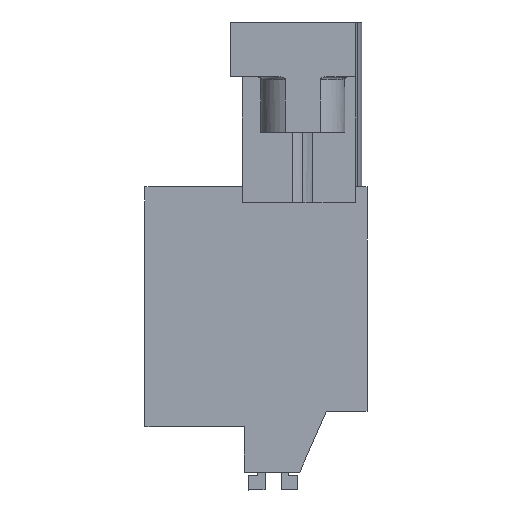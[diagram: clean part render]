
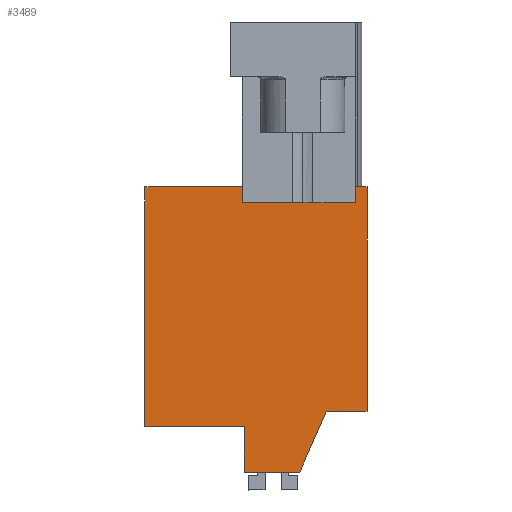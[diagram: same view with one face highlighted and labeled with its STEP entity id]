
A CAD part, left-side view. The second image highlights one B-rep face of the part: STEP entity #3489.
In plain terms, the highlighted planar face has unit normal (-1, 0, 0).
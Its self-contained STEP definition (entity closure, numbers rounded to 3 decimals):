
#3414=AXIS2_PLACEMENT_3D('Plane Axis2P3D',#3411,#3412,#3413) ;
#431=CARTESIAN_POINT('Vertex',(5.,0.,5.043)) ;
#434=CARTESIAN_POINT('Line Origine',(5.,1.3,5.043)) ;
#438=CARTESIAN_POINT('Vertex',(5.,2.6,5.043)) ;
#1291=CARTESIAN_POINT('Vertex',(5.,7.85,4.043)) ;
#1590=CARTESIAN_POINT('Vertex',(5.,7.85,1.143)) ;
#1593=CARTESIAN_POINT('Line Origine',(5.,7.85,2.593)) ;
#2682=CARTESIAN_POINT('Vertex',(5.,0.,19.383)) ;
#2685=CARTESIAN_POINT('Line Origine',(5.,0.,12.213)) ;
#3411=CARTESIAN_POINT('Axis2P3D Location',(5.,6.8,19.383)) ;
#3416=CARTESIAN_POINT('Line Origine',(5.,11.084,19.383)) ;
#3420=CARTESIAN_POINT('Vertex',(5.,7.968,19.383)) ;
#3422=CARTESIAN_POINT('Vertex',(5.,14.2,19.383)) ;
#3425=CARTESIAN_POINT('Line Origine',(5.,14.2,11.713)) ;
#3429=CARTESIAN_POINT('Vertex',(5.,14.2,4.043)) ;
#3432=CARTESIAN_POINT('Line Origine',(5.,11.025,4.043)) ;
#3437=CARTESIAN_POINT('Line Origine',(5.,6.075,1.143)) ;
#3441=CARTESIAN_POINT('Vertex',(5.,4.3,1.143)) ;
#3444=CARTESIAN_POINT('Line Origine',(5.,3.45,3.093)) ;
#3449=CARTESIAN_POINT('Line Origine',(5.,0.361,19.383)) ;
#3453=CARTESIAN_POINT('Vertex',(5.,0.723,19.383)) ;
#3456=CARTESIAN_POINT('Line Origine',(5.,0.723,18.883)) ;
#3460=CARTESIAN_POINT('Vertex',(5.,0.723,18.383)) ;
#3463=CARTESIAN_POINT('Line Origine',(5.,4.345,18.383)) ;
#3467=CARTESIAN_POINT('Vertex',(5.,7.968,18.383)) ;
#3470=CARTESIAN_POINT('Line Origine',(5.,7.968,18.883)) ;
#435=DIRECTION('Vector Direction',(0.,-1.,0.)) ;
#1594=DIRECTION('Vector Direction',(0.,0.,-1.)) ;
#2686=DIRECTION('Vector Direction',(0.,0.,1.)) ;
#3412=DIRECTION('Axis2P3D Direction',(-1.,0.,0.)) ;
#3413=DIRECTION('Axis2P3D XDirection',(0.,1.,0.)) ;
#3417=DIRECTION('Vector Direction',(0.,1.,0.)) ;
#3426=DIRECTION('Vector Direction',(0.,0.,-1.)) ;
#3433=DIRECTION('Vector Direction',(0.,-1.,0.)) ;
#3438=DIRECTION('Vector Direction',(0.,-1.,0.)) ;
#3445=DIRECTION('Vector Direction',(0.,-0.4,0.917)) ;
#3450=DIRECTION('Vector Direction',(0.,1.,0.)) ;
#3457=DIRECTION('Vector Direction',(0.,0.,-1.)) ;
#3464=DIRECTION('Vector Direction',(0.,-1.,0.)) ;
#3471=DIRECTION('Vector Direction',(0.,0.,-1.)) ;
#436=VECTOR('Line Direction',#435,1.) ;
#1595=VECTOR('Line Direction',#1594,1.) ;
#2687=VECTOR('Line Direction',#2686,1.) ;
#3418=VECTOR('Line Direction',#3417,1.) ;
#3427=VECTOR('Line Direction',#3426,1.) ;
#3434=VECTOR('Line Direction',#3433,1.) ;
#3439=VECTOR('Line Direction',#3438,1.) ;
#3446=VECTOR('Line Direction',#3445,1.) ;
#3451=VECTOR('Line Direction',#3450,1.) ;
#3458=VECTOR('Line Direction',#3457,1.) ;
#3465=VECTOR('Line Direction',#3464,1.) ;
#3472=VECTOR('Line Direction',#3471,1.) ;
#3476=ORIENTED_EDGE('',*,*,#3424,.T.) ;
#3477=ORIENTED_EDGE('',*,*,#3431,.T.) ;
#3478=ORIENTED_EDGE('',*,*,#3436,.T.) ;
#3479=ORIENTED_EDGE('',*,*,#1597,.T.) ;
#3480=ORIENTED_EDGE('',*,*,#3443,.T.) ;
#3481=ORIENTED_EDGE('',*,*,#3448,.T.) ;
#3482=ORIENTED_EDGE('',*,*,#440,.T.) ;
#3483=ORIENTED_EDGE('',*,*,#2689,.T.) ;
#3484=ORIENTED_EDGE('',*,*,#3455,.T.) ;
#3485=ORIENTED_EDGE('',*,*,#3462,.T.) ;
#3486=ORIENTED_EDGE('',*,*,#3469,.F.) ;
#3487=ORIENTED_EDGE('',*,*,#3474,.T.) ;
#3489=ADVANCED_FACE('HOUSING',(#3488),#3415,.T.) ;
#440=EDGE_CURVE('',#439,#432,#437,.T.) ;
#1597=EDGE_CURVE('',#1292,#1591,#1596,.T.) ;
#2689=EDGE_CURVE('',#432,#2683,#2688,.T.) ;
#3424=EDGE_CURVE('',#3421,#3423,#3419,.T.) ;
#3431=EDGE_CURVE('',#3423,#3430,#3428,.T.) ;
#3436=EDGE_CURVE('',#3430,#1292,#3435,.T.) ;
#3443=EDGE_CURVE('',#1591,#3442,#3440,.T.) ;
#3448=EDGE_CURVE('',#3442,#439,#3447,.T.) ;
#3455=EDGE_CURVE('',#2683,#3454,#3452,.T.) ;
#3462=EDGE_CURVE('',#3454,#3461,#3459,.T.) ;
#3469=EDGE_CURVE('',#3468,#3461,#3466,.T.) ;
#3474=EDGE_CURVE('',#3468,#3421,#3473,.F.) ;
#3475=EDGE_LOOP('',(#3476,#3477,#3478,#3479,#3480,#3481,#3482,#3483,#3484,#3485,#3486,#3487)) ;
#3488=FACE_OUTER_BOUND('',#3475,.T.) ;
#437=LINE('Line',#434,#436) ;
#1596=LINE('Line',#1593,#1595) ;
#2688=LINE('Line',#2685,#2687) ;
#3419=LINE('Line',#3416,#3418) ;
#3428=LINE('Line',#3425,#3427) ;
#3435=LINE('Line',#3432,#3434) ;
#3440=LINE('Line',#3437,#3439) ;
#3447=LINE('Line',#3444,#3446) ;
#3452=LINE('Line',#3449,#3451) ;
#3459=LINE('Line',#3456,#3458) ;
#3466=LINE('Line',#3463,#3465) ;
#3473=LINE('Line',#3470,#3472) ;
#3415=PLANE('',#3414) ;
#432=VERTEX_POINT('',#431) ;
#439=VERTEX_POINT('',#438) ;
#1292=VERTEX_POINT('',#1291) ;
#1591=VERTEX_POINT('',#1590) ;
#2683=VERTEX_POINT('',#2682) ;
#3421=VERTEX_POINT('',#3420) ;
#3423=VERTEX_POINT('',#3422) ;
#3430=VERTEX_POINT('',#3429) ;
#3442=VERTEX_POINT('',#3441) ;
#3454=VERTEX_POINT('',#3453) ;
#3461=VERTEX_POINT('',#3460) ;
#3468=VERTEX_POINT('',#3467) ;
